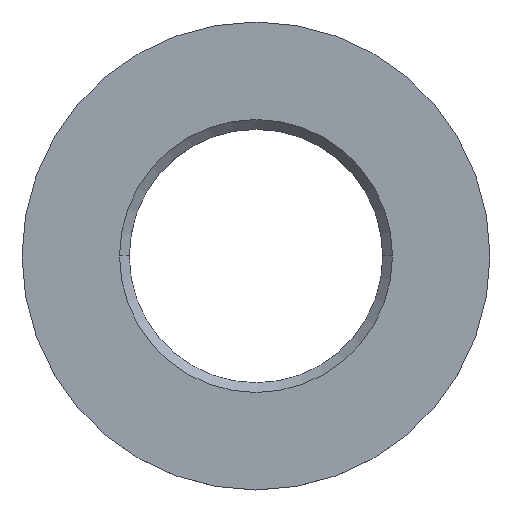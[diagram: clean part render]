
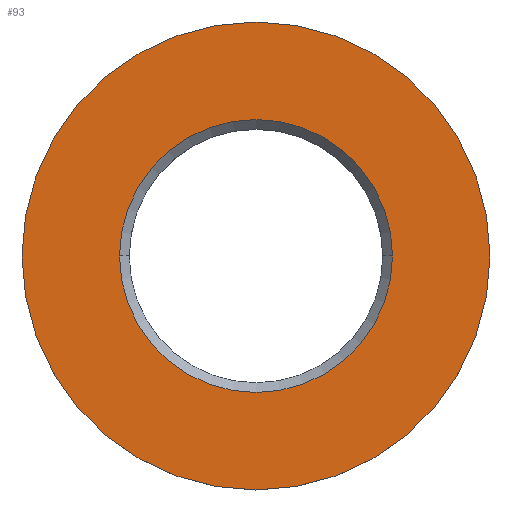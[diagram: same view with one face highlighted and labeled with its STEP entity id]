
A CAD part, top view. The second image highlights one B-rep face of the part: STEP entity #93.
In plain terms, the highlighted planar face has unit normal (0, 0, 1).
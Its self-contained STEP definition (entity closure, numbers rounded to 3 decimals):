
#75=EDGE_CURVE('',#87,#127,#179,.T.);
#85=VERTEX_POINT('',#190);
#87=VERTEX_POINT('',#192);
#93=ADVANCED_FACE('',(#200,#201),#202,.T.);
#99=EDGE_CURVE('',#137,#85,#208,.T.);
#107=EDGE_CURVE('',#127,#87,#216,.T.);
#127=VERTEX_POINT('',#239);
#137=VERTEX_POINT('',#250);
#139=EDGE_CURVE('',#85,#137,#252,.T.);
#179=CIRCLE('',#283,12.0);
#190=CARTESIAN_POINT('',(7.,0.,4.6));
#192=CARTESIAN_POINT('',(12.,0.,4.6));
#200=FACE_OUTER_BOUND('',#307,.T.);
#201=FACE_BOUND('',#308,.T.);
#202=PLANE('',#309);
#208=CIRCLE('',#317,7.);
#216=CIRCLE('',#330,12.0);
#239=CARTESIAN_POINT('',(-12.0,0.,4.6));
#250=CARTESIAN_POINT('',(-7.0,0.,4.6));
#252=CIRCLE('',#376,7.);
#283=AXIS2_PLACEMENT_3D('',#413,#414,#415);
#307=EDGE_LOOP('',(#437,#438));
#308=EDGE_LOOP('',(#439,#440));
#309=AXIS2_PLACEMENT_3D('',#441,#442,#443);
#317=AXIS2_PLACEMENT_3D('',#447,#448,#449);
#330=AXIS2_PLACEMENT_3D('',#457,#458,#459);
#376=AXIS2_PLACEMENT_3D('',#509,#510,#511);
#413=CARTESIAN_POINT('',(0.,0.,4.6));
#414=DIRECTION('',(-0.0,0.0,-1.0));
#415=DIRECTION('',(-1.0,0.,0.0));
#437=ORIENTED_EDGE('',*,*,#107,.F.);
#438=ORIENTED_EDGE('',*,*,#75,.F.);
#439=ORIENTED_EDGE('',*,*,#99,.T.);
#440=ORIENTED_EDGE('',*,*,#139,.T.);
#441=CARTESIAN_POINT('',(-9.5,0.,4.6));
#442=DIRECTION('',(0.0,0.0,1.0));
#443=DIRECTION('',(-1.0,0.,0.0));
#447=CARTESIAN_POINT('',(0.,0.,4.6));
#448=DIRECTION('',(-0.0,0.0,-1.0));
#449=DIRECTION('',(-1.0,0.,0.0));
#457=CARTESIAN_POINT('',(0.,0.,4.6));
#458=DIRECTION('',(-0.0,0.0,-1.0));
#459=DIRECTION('',(-1.0,0.,0.0));
#509=CARTESIAN_POINT('',(0.,0.,4.6));
#510=DIRECTION('',(-0.0,0.0,-1.0));
#511=DIRECTION('',(-1.0,0.,0.0));
